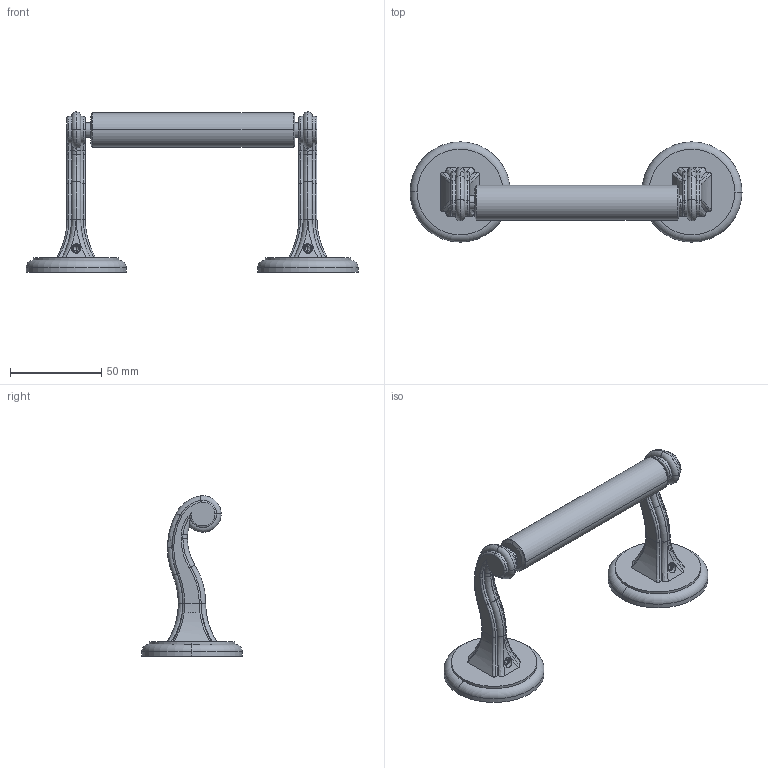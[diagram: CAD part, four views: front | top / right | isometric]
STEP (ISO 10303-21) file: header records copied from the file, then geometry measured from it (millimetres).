
FILE_DESCRIPTION((''),'2;1');
FILE_NAME('39-28_ASM','2011-12-15T',('ravindrashirol'),(''),'PRO/ENGINEER BY PARAMETRIC TECHNOLOGY CORPORATION, 2009300','PRO/ENGINEER BY PARAMETRIC TECHNOLOGY CORPORATION, 2009300','');
FILE_SCHEMA(('CONFIG_CONTROL_DESIGN'));
Length unit declared in the file: inch
Products named in the file (13): 40487; 40491; 40494; 91580; 40492; 40493; 91079; 1708T_ASM; 40488; 40482; 07XX; 92308; 39-28_ASM
Assembly tree (16 placements, depth 3):
  39-28_ASM
    40487
    1708T_ASM
      40491
      40494
      91580
      40492
      40493
      91079  x2
    40488
    40482  x2
    07XX  x2
    92308  x2
Bounding box: 182.08 x 55.02 x 88 mm (x, y, z)
Volume: 50318.4 mm3; surface area: 77134.7 mm2
Topology: 15 solids, 25 shells, 1202 faces, 3311 edges, 2205 vertices
Faces by surface type: cylinder 456, plane 415, torus 204, bspline 70, cone 53, sphere 4
Entity records: 40274 total; most frequent: CARTESIAN_POINT 17182, DIRECTION 4774, ORIENTED_EDGE 4733, EDGE_CURVE 2468, AXIS2_PLACEMENT_3D 1920, VERTEX_POINT 1624, CIRCLE 1012, EDGE_LOOP 1001
